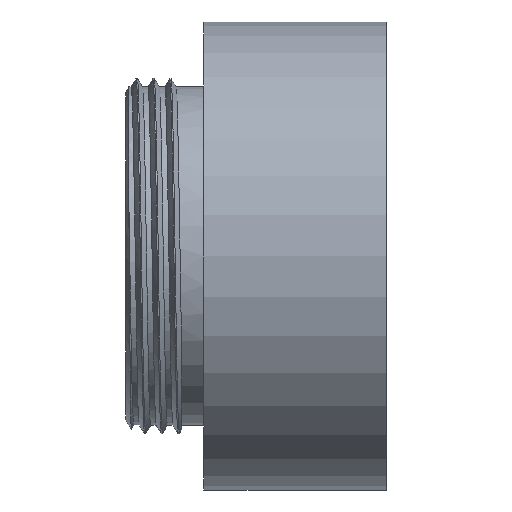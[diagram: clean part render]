
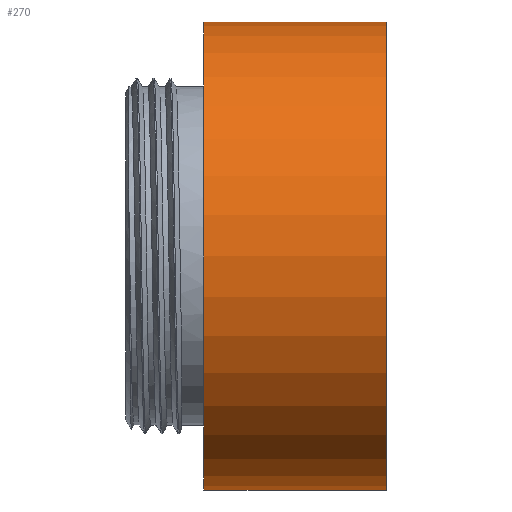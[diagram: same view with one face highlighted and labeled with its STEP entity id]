
A CAD part, front view. The second image highlights one B-rep face of the part: STEP entity #270.
In plain terms, the highlighted cylindrical face has radius 20.89 mm (diameter 41.78 mm), a full revolution.
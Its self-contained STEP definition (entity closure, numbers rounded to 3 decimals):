
#18=CYLINDRICAL_SURFACE('',#310,20.89);
#37=FACE_BOUND('',#79,.T.);
#53=FACE_OUTER_BOUND('',#78,.T.);
#78=EDGE_LOOP('',(#225));
#79=EDGE_LOOP('',(#226));
#122=CIRCLE('',#307,20.89);
#124=CIRCLE('',#311,20.89);
#148=VERTEX_POINT('',#1468);
#150=VERTEX_POINT('',#1474);
#179=EDGE_CURVE('',#148,#148,#122,.T.);
#181=EDGE_CURVE('',#150,#150,#124,.T.);
#225=ORIENTED_EDGE('',*,*,#181,.T.);
#226=ORIENTED_EDGE('',*,*,#179,.F.);
#270=ADVANCED_FACE('',(#53,#37),#18,.T.);
#307=AXIS2_PLACEMENT_3D('',#1469,#363,#364);
#310=AXIS2_PLACEMENT_3D('',#1473,#369,#370);
#311=AXIS2_PLACEMENT_3D('',#1475,#371,#372);
#363=DIRECTION('center_axis',(1.,0.,0.));
#364=DIRECTION('ref_axis',(0.,-1.,0.));
#369=DIRECTION('center_axis',(1.,0.,0.));
#370=DIRECTION('ref_axis',(0.,1.,0.));
#371=DIRECTION('center_axis',(1.,0.,0.));
#372=DIRECTION('ref_axis',(0.,0.,-1.));
#1468=CARTESIAN_POINT('',(-0.02,20.89,0.));
#1469=CARTESIAN_POINT('Origin',(-0.02,0.,0.));
#1473=CARTESIAN_POINT('Origin',(-8.15,0.,0.));
#1474=CARTESIAN_POINT('',(-16.3,20.89,0.));
#1475=CARTESIAN_POINT('Origin',(-16.3,0.,0.));
